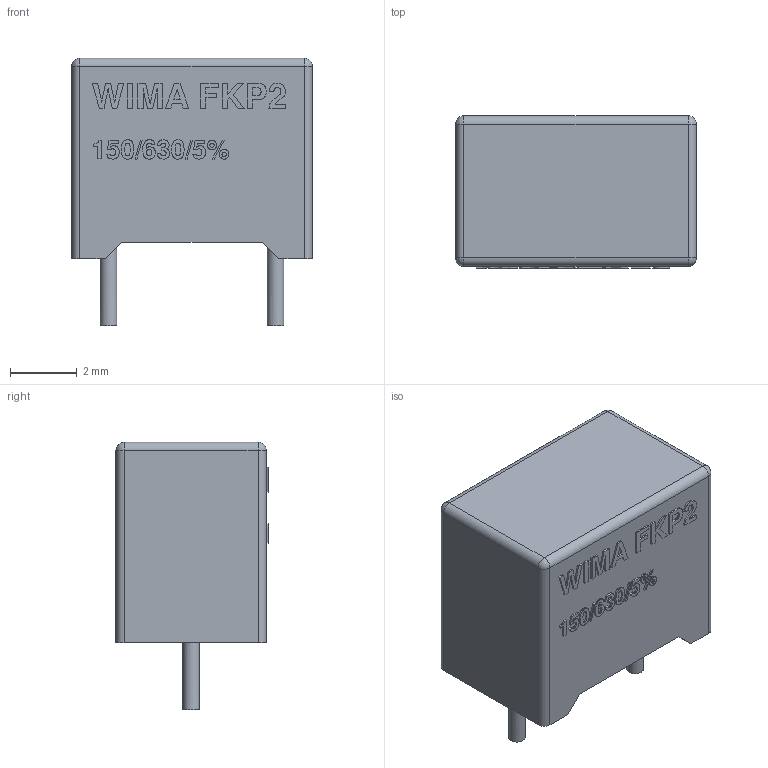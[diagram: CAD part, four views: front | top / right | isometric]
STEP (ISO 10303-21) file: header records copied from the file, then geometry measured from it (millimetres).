
FILE_DESCRIPTION(('FreeCAD Model'),'2;1');
FILE_NAME('FKP2J001501D00JSSD.step','2019-07-04T12:16:35',('' ),(''),'Open CASCADE STEP processor 7.3','FreeCAD','Unknown');
FILE_SCHEMA(('AUTOMOTIVE_DESIGN { 1 0 10303 214 1 1 1 1 }'));
Length unit declared in the file: millimetre
Products named in the file (1): FKP2J001501D00JSSD
Bounding box: 7.2 x 4.55 x 8 mm (x, y, z)
Volume: 159.6 mm3; surface area: 225.7 mm2
Topology: 1 solids, 1 shells, 363 faces, 991 edges, 655 vertices
Faces by surface type: extrusion 188, plane 160, cylinder 10, sphere 4, bspline 1
Full cylindrical faces by diameter (mm): 0.5 x2
Entity records: 14507 total; most frequent: CARTESIAN_POINT 3524, ORIENTED_EDGE 1974, DIRECTION 1158, EDGE_CURVE 987, VECTOR 772, VERTEX_POINT 655, LINE 584, B_SPLINE_CURVE_WITH_KNOTS 573
